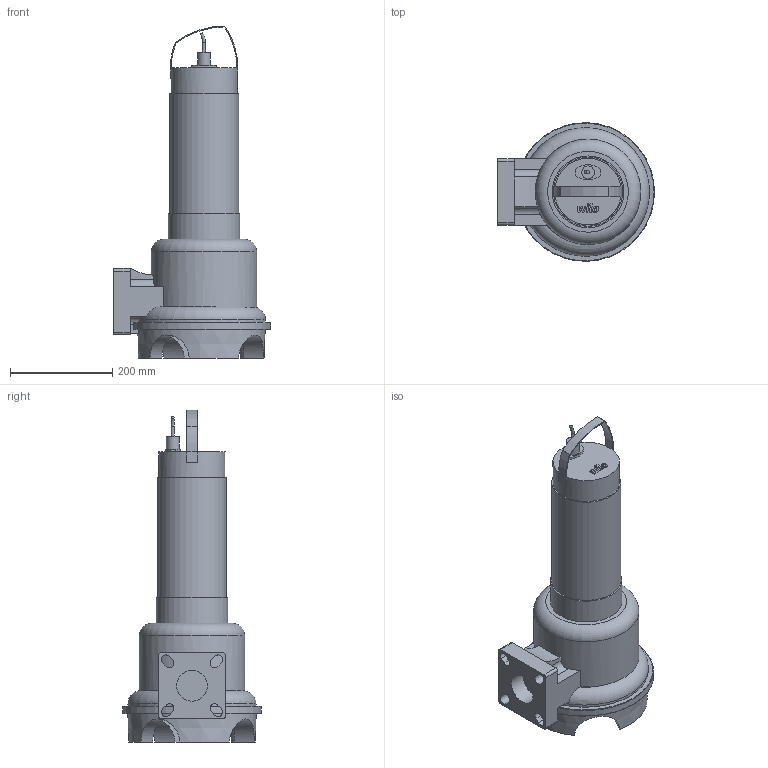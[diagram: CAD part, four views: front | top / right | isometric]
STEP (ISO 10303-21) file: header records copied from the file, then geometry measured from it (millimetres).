
FILE_DESCRIPTION(/* description */ (''),/* implementation_level */ '2;1');
FILE_NAME(/* name */ '3d_RexaUNIV06_T25-540_A-6082146.stp',/* time_stamp */ '2017-10-20T11:07:22+02:00',/* author */ ('Andrzej'),/* organization */ (''),/* preprocessor_version */ 'ST-DEVELOPER v16.13',/* originating_system */ 'AutoCAD Mechanical',/* authorisation */ '');
FILE_SCHEMA (('AUTOMOTIVE_DESIGN { 1 0 10303 214 3 1 1 }'));
Length unit declared in the file: millimetre
Products named in the file (1): Product
Bounding box: 307 x 270.93 x 649 mm (x, y, z)
Volume: 13150939.2 mm3; surface area: 518057.1 mm2
Topology: 7 solids, 7 shells, 154 faces, 400 edges, 264 vertices
Faces by surface type: plane 84, cylinder 40, bspline 24, torus 5, cone 1
Full cylindrical faces by diameter (mm): 6 x1, 25 x2, 60.3 x1, 130 x1, 135 x1, 140 x1, 167.159 x1, 206 x1
Entity records: 5507 total; most frequent: CARTESIAN_POINT 1864, ORIENTED_EDGE 770, DIRECTION 666, EDGE_CURVE 385, VERTEX_POINT 261, AXIS2_PLACEMENT_3D 223, LINE 220, VECTOR 220
